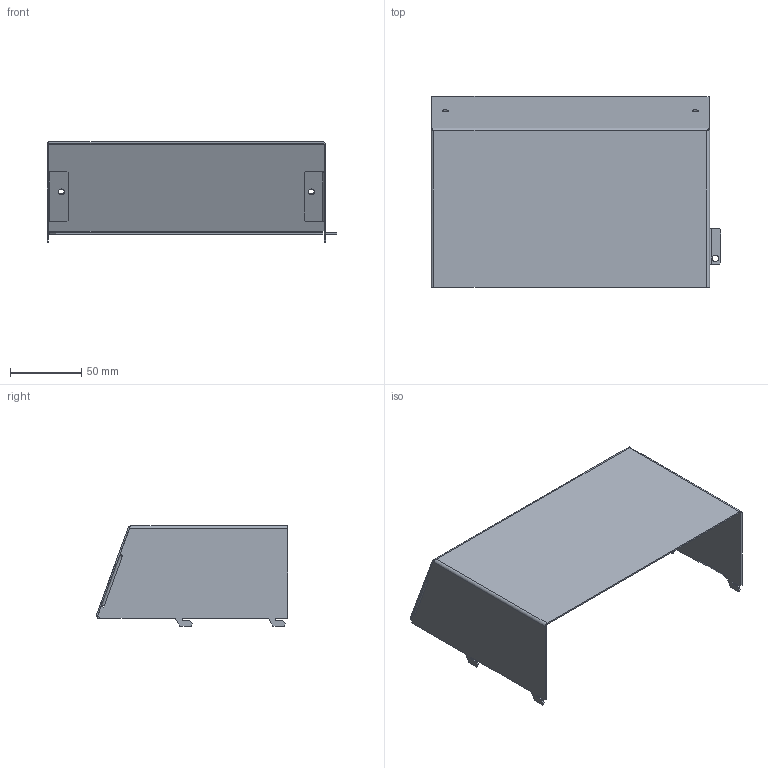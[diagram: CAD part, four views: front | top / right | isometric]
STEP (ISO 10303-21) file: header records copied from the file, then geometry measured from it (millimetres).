
FILE_DESCRIPTION((''),'2;1');
FILE_NAME('KG-8503-06-INTERNAL-AIR-DUCT','2020-05-26T10:18:50',('briang'),(''),'CREO PARAMETRIC BY PTC INC, 2018500','CREO PARAMETRIC BY PTC INC, 2018500','');
FILE_SCHEMA(('CONFIG_CONTROL_DESIGN'));
Length unit declared in the file: millimetre
Products named in the file (1): KG-8503-06-INTERNAL-AIR-DUCT
Bounding box: 203.5 x 134.14 x 70.5 mm (x, y, z)
Volume: 52718.6 mm3; surface area: 106744.7 mm2
Topology: 1 solids, 1 shells, 133 faces, 337 edges, 206 vertices
Faces by surface type: plane 103, cylinder 24, bspline 6
Entity records: 4161 total; most frequent: CARTESIAN_POINT 938, ORIENTED_EDGE 674, DIRECTION 619, EDGE_CURVE 337, VECTOR 285, LINE 285, VERTEX_POINT 206, AXIS2_PLACEMENT_3D 167
